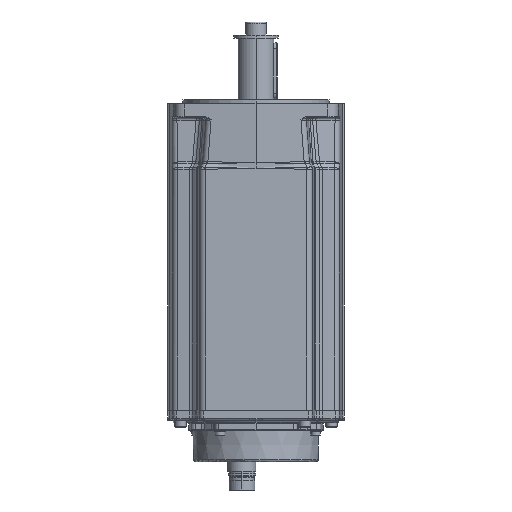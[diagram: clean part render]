
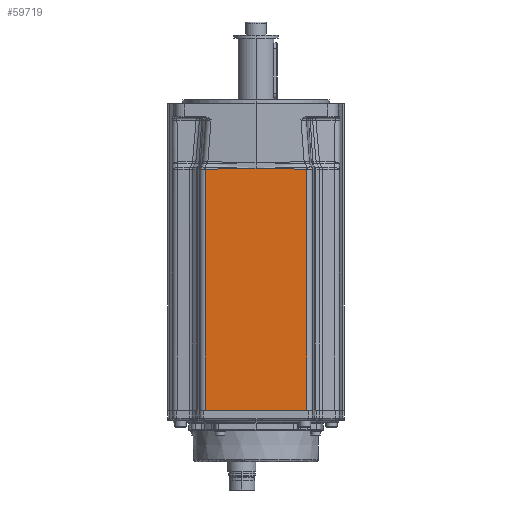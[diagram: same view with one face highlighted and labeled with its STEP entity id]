
A CAD part, front view. The second image highlights one B-rep face of the part: STEP entity #59719.
In plain terms, the highlighted planar face has unit normal (0, -1, 0).
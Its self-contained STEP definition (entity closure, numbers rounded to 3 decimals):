
#8777=DIRECTION('',(0.,0.,1.));
#8778=VECTOR('',#8777,214.465);
#8779=CARTESIAN_POINT('',(45.147,-77.5,-12.9));
#8780=LINE('',#8779,#8778);
#10041=CARTESIAN_POINT('',(-45.147,-77.5,
201.565));
#10065=DIRECTION('',(0.,0.,-1.));
#10066=VECTOR('',#10065,214.465);
#10067=CARTESIAN_POINT('',(-45.147,-77.5,
201.565));
#10068=LINE('',#10067,#10066);
#10871=DIRECTION('',(1.,0.,0.));
#10872=VECTOR('',#10871,90.294);
#10873=CARTESIAN_POINT('',(-45.147,-77.5,-12.9));
#10874=LINE('',#10873,#10872);
#10875=CARTESIAN_POINT('',(0.,-77.5,202.4));
#10876=CARTESIAN_POINT('',(-5.549,-77.5,202.29));
#10877=CARTESIAN_POINT('',(-16.294,-77.5,
202.075));
#10878=CARTESIAN_POINT('',(-31.403,-77.5,
201.792));
#10879=CARTESIAN_POINT('',(-40.69,-77.5,
201.636));
#10880=CARTESIAN_POINT('',(-45.147,-77.5,
201.565));
#10903=CARTESIAN_POINT('',(45.147,-77.5,
201.565));
#10904=CARTESIAN_POINT('',(40.69,-77.5,
201.636));
#10905=CARTESIAN_POINT('',(31.403,-77.5,
201.792));
#10906=CARTESIAN_POINT('',(16.294,-77.5,
202.075));
#10907=CARTESIAN_POINT('',(5.549,-77.5,202.29));
#10908=CARTESIAN_POINT('',(0.,-77.5,202.4));
#42012=VERTEX_POINT('',#10041);
#42014=VERTEX_POINT('',#10875);
#42016=VERTEX_POINT('',#10903);
#42285=CARTESIAN_POINT('',(-45.147,-77.5,-12.9));
#42286=CARTESIAN_POINT('',(45.147,-77.5,-12.9));
#42287=VERTEX_POINT('',#42285);
#42288=VERTEX_POINT('',#42286);
#59705=CARTESIAN_POINT('',(-77.5,-77.5,261.9));
#59706=DIRECTION('',(0.,-1.,0.));
#59707=DIRECTION('',(1.,0.,0.));
#59708=AXIS2_PLACEMENT_3D('',#59705,#59706,#59707);
#59709=PLANE('',#59708);
#59710=ORIENTED_EDGE('',*,*,#56825,.F.);
#59711=ORIENTED_EDGE('',*,*,#58521,.F.);
#59713=ORIENTED_EDGE('',*,*,#59712,.F.);
#59715=ORIENTED_EDGE('',*,*,#59714,.F.);
#59716=ORIENTED_EDGE('',*,*,#56804,.F.);
#59717=EDGE_LOOP('',(#59710,#59711,#59713,#59715,#59716));
#59718=FACE_OUTER_BOUND('',#59717,.F.);
#59719=ADVANCED_FACE('',(#59718),#59709,.T.);
#10881=B_SPLINE_CURVE_WITH_KNOTS('',3,(#10875,#10876,#10877,#10878,#10879,
#10880),.UNSPECIFIED.,.F.,.F.,(4,1,1,4),(0.,0.333,
0.667,1.),.UNSPECIFIED.);
#10909=B_SPLINE_CURVE_WITH_KNOTS('',3,(#10903,#10904,#10905,#10906,#10907,
#10908),.UNSPECIFIED.,.F.,.F.,(4,1,1,4),(0.,0.333,
0.667,1.),.UNSPECIFIED.);
#56804=EDGE_CURVE('',#42288,#42016,#8780,.T.);
#56825=EDGE_CURVE('',#42287,#42288,#10874,.T.);
#58521=EDGE_CURVE('',#42012,#42287,#10068,.T.);
#59712=EDGE_CURVE('',#42014,#42012,#10881,.T.);
#59714=EDGE_CURVE('',#42016,#42014,#10909,.T.);
